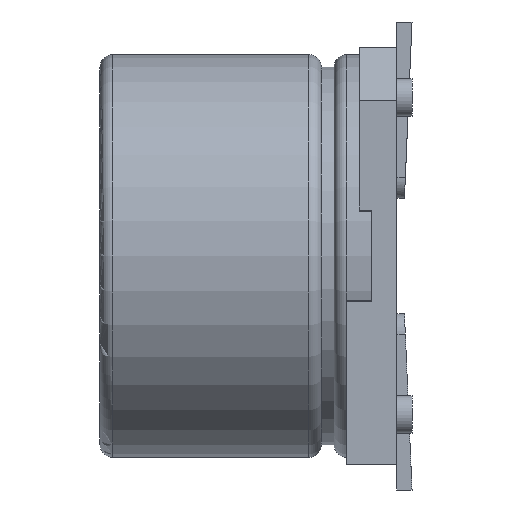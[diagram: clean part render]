
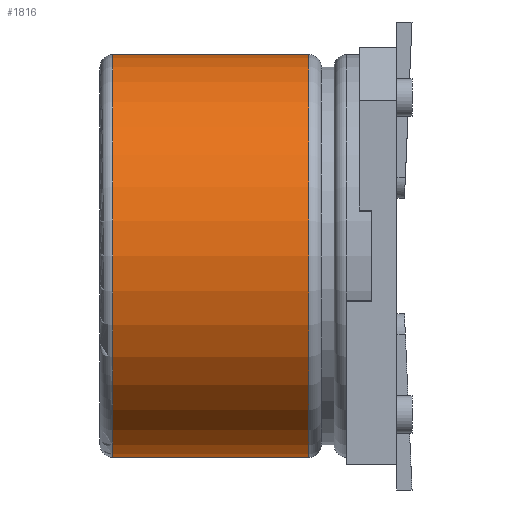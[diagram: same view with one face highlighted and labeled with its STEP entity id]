
A CAD part, left-side view. The second image highlights one B-rep face of the part: STEP entity #1816.
In plain terms, the highlighted cylindrical face has radius 4 mm (diameter 8 mm), a partial arc.
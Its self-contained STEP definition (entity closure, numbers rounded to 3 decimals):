
#84 = VECTOR ( 'NONE', #2387, 1000. ) ;
#192 = AXIS2_PLACEMENT_3D ( 'NONE', #1238, #267, #1021 ) ;
#205 = FACE_OUTER_BOUND ( 'NONE', #442, .T. ) ;
#218 = CARTESIAN_POINT ( 'NONE',  ( 0., 2.05, 4. ) ) ;
#267 = DIRECTION ( 'NONE',  ( 0., 1., 0. ) ) ;
#271 = CARTESIAN_POINT ( 'NONE',  ( 0., -0.526, 4. ) ) ;
#293 = VERTEX_POINT ( 'NONE', #218 ) ;
#442 = EDGE_LOOP ( 'NONE', ( #1516, #1584, #1562, #1155 ) ) ;
#453 = EDGE_CURVE ( 'NONE', #975, #293, #2298, .T. ) ;
#502 = DIRECTION ( 'NONE',  ( 0., -1., 0. ) ) ;
#795 = AXIS2_PLACEMENT_3D ( 'NONE', #1974, #1598, #1786 ) ;
#831 = DIRECTION ( 'NONE',  ( 0., -1., 0. ) ) ;
#971 = CARTESIAN_POINT ( 'NONE',  ( 0., 2.05, -4. ) ) ;
#975 = VERTEX_POINT ( 'NONE', #1834 ) ;
#1015 = LINE ( 'NONE', #1630, #84 ) ;
#1021 = DIRECTION ( 'NONE',  ( 0., 0., -1. ) ) ;
#1155 = ORIENTED_EDGE ( 'NONE', *, *, #1817, .T. ) ;
#1184 = CARTESIAN_POINT ( 'NONE',  ( 0., 5.95, -4. ) ) ;
#1192 = VERTEX_POINT ( 'NONE', #1184 ) ;
#1238 = CARTESIAN_POINT ( 'NONE',  ( 0., 2.05, 0. ) ) ;
#1350 = AXIS2_PLACEMENT_3D ( 'NONE', #2199, #502, #2371 ) ;
#1352 = EDGE_CURVE ( 'NONE', #1192, #2215, #1015, .T. ) ;
#1375 = CYLINDRICAL_SURFACE ( 'NONE', #795, 4. ) ;
#1516 = ORIENTED_EDGE ( 'NONE', *, *, #453, .F. ) ;
#1558 = CIRCLE ( 'NONE', #1350, 4. ) ;
#1562 = ORIENTED_EDGE ( 'NONE', *, *, #1352, .T. ) ;
#1584 = ORIENTED_EDGE ( 'NONE', *, *, #1939, .T. ) ;
#1598 = DIRECTION ( 'NONE',  ( 0., -1., 0. ) ) ;
#1630 = CARTESIAN_POINT ( 'NONE',  ( 0., -0.526, -4. ) ) ;
#1786 = DIRECTION ( 'NONE',  ( 0., 0., -1. ) ) ;
#1816 = ADVANCED_FACE ( 'NONE', ( #205 ), #1375, .T. ) ;
#1817 = EDGE_CURVE ( 'NONE', #2215, #293, #2172, .T. ) ;
#1834 = CARTESIAN_POINT ( 'NONE',  ( 0., 5.95, 4. ) ) ;
#1857 = VECTOR ( 'NONE', #831, 1000. ) ;
#1939 = EDGE_CURVE ( 'NONE', #975, #1192, #1558, .T. ) ;
#1974 = CARTESIAN_POINT ( 'NONE',  ( 0., -0.526, 0. ) ) ;
#2172 = CIRCLE ( 'NONE', #192, 4. ) ;
#2199 = CARTESIAN_POINT ( 'NONE',  ( 0., 5.95, 0. ) ) ;
#2215 = VERTEX_POINT ( 'NONE', #971 ) ;
#2298 = LINE ( 'NONE', #271, #1857 ) ;
#2371 = DIRECTION ( 'NONE',  ( 0., 0., 1. ) ) ;
#2387 = DIRECTION ( 'NONE',  ( 0., -1., 0. ) ) ;
